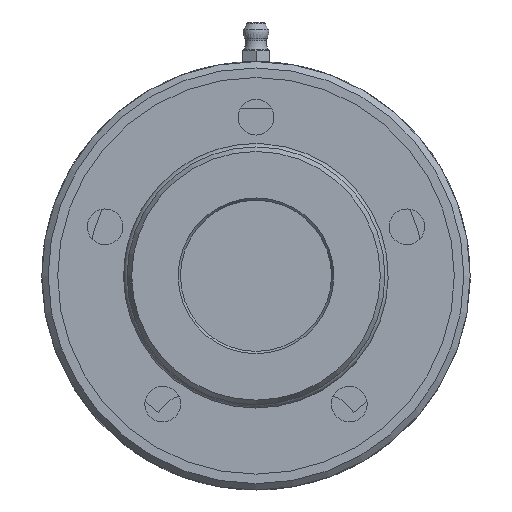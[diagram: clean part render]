
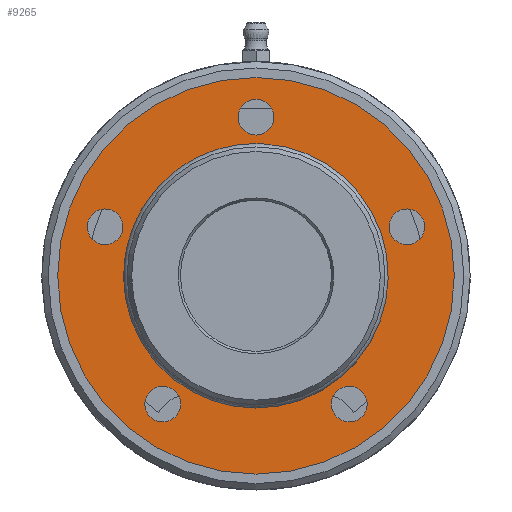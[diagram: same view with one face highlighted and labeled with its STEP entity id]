
A CAD part, left-side view. The second image highlights one B-rep face of the part: STEP entity #9265.
In plain terms, the highlighted planar face has unit normal (-1, 0, 0).
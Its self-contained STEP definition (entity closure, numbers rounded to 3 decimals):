
#876=FACE_BOUND('',#1768,.T.);
#877=FACE_BOUND('',#1769,.T.);
#878=FACE_BOUND('',#1770,.T.);
#879=FACE_BOUND('',#1771,.T.);
#880=FACE_BOUND('',#1772,.T.);
#881=FACE_BOUND('',#1773,.T.);
#940=PLANE('',#9892);
#1208=FACE_OUTER_BOUND('',#1767,.T.);
#1767=EDGE_LOOP('',(#6202,#6203));
#1768=EDGE_LOOP('',(#6204));
#1769=EDGE_LOOP('',(#6205));
#1770=EDGE_LOOP('',(#6206));
#1771=EDGE_LOOP('',(#6207));
#1772=EDGE_LOOP('',(#6208));
#1773=EDGE_LOOP('',(#6209,#6210));
#3340=CIRCLE('',#9843,50.);
#3341=CIRCLE('',#9844,50.);
#3345=CIRCLE('',#9851,4.5);
#3349=CIRCLE('',#9858,4.5);
#3353=CIRCLE('',#9865,4.5);
#3357=CIRCLE('',#9872,4.5);
#3361=CIRCLE('',#9879,4.5);
#3369=CIRCLE('',#9893,32.3);
#3370=CIRCLE('',#9894,32.3);
#3673=VERTEX_POINT('',#13218);
#3674=VERTEX_POINT('',#13220);
#3678=VERTEX_POINT('',#13233);
#3682=VERTEX_POINT('',#13246);
#3686=VERTEX_POINT('',#13259);
#3690=VERTEX_POINT('',#13272);
#3694=VERTEX_POINT('',#13285);
#3701=VERTEX_POINT('',#13310);
#3702=VERTEX_POINT('',#13311);
#4653=EDGE_CURVE('',#3673,#3674,#3340,.T.);
#4654=EDGE_CURVE('',#3674,#3673,#3341,.T.);
#4659=EDGE_CURVE('',#3678,#3678,#3345,.T.);
#4665=EDGE_CURVE('',#3682,#3682,#3349,.T.);
#4671=EDGE_CURVE('',#3686,#3686,#3353,.T.);
#4677=EDGE_CURVE('',#3690,#3690,#3357,.T.);
#4683=EDGE_CURVE('',#3694,#3694,#3361,.T.);
#4695=EDGE_CURVE('',#3701,#3702,#3369,.T.);
#4696=EDGE_CURVE('',#3702,#3701,#3370,.T.);
#6202=ORIENTED_EDGE('',*,*,#4654,.F.);
#6203=ORIENTED_EDGE('',*,*,#4653,.F.);
#6204=ORIENTED_EDGE('',*,*,#4659,.T.);
#6205=ORIENTED_EDGE('',*,*,#4665,.T.);
#6206=ORIENTED_EDGE('',*,*,#4671,.T.);
#6207=ORIENTED_EDGE('',*,*,#4677,.T.);
#6208=ORIENTED_EDGE('',*,*,#4683,.T.);
#6209=ORIENTED_EDGE('',*,*,#4695,.T.);
#6210=ORIENTED_EDGE('',*,*,#4696,.T.);
#9265=ADVANCED_FACE('',(#1208,#876,#877,#878,#879,#880,#881),#940,.F.);
#9843=AXIS2_PLACEMENT_3D('',#13221,#10835,#10836);
#9844=AXIS2_PLACEMENT_3D('',#13222,#10837,#10838);
#9851=AXIS2_PLACEMENT_3D('',#13234,#10852,#10853);
#9858=AXIS2_PLACEMENT_3D('',#13247,#10868,#10869);
#9865=AXIS2_PLACEMENT_3D('',#13260,#10884,#10885);
#9872=AXIS2_PLACEMENT_3D('',#13273,#10900,#10901);
#9879=AXIS2_PLACEMENT_3D('',#13286,#10916,#10917);
#9892=AXIS2_PLACEMENT_3D('',#13309,#10946,#10947);
#9893=AXIS2_PLACEMENT_3D('',#13312,#10948,#10949);
#9894=AXIS2_PLACEMENT_3D('',#13313,#10950,#10951);
#10835=DIRECTION('center_axis',(1.,0.,0.));
#10836=DIRECTION('ref_axis',(0.,-1.,0.));
#10837=DIRECTION('center_axis',(1.,0.,0.));
#10838=DIRECTION('ref_axis',(0.,-1.,0.));
#10852=DIRECTION('center_axis',(1.,0.,0.));
#10853=DIRECTION('ref_axis',(0.,-0.951,-0.309));
#10868=DIRECTION('center_axis',(1.,0.,0.));
#10869=DIRECTION('ref_axis',(0.,-0.588,0.809));
#10884=DIRECTION('center_axis',(1.,0.,0.));
#10885=DIRECTION('ref_axis',(0.,0.588,0.809));
#10900=DIRECTION('center_axis',(1.,0.,0.));
#10901=DIRECTION('ref_axis',(0.,0.951,-0.309));
#10916=DIRECTION('center_axis',(1.,0.,0.));
#10917=DIRECTION('ref_axis',(0.,0.,-1.));
#10946=DIRECTION('center_axis',(1.,0.,0.));
#10947=DIRECTION('ref_axis',(0.,0.,-1.));
#10948=DIRECTION('center_axis',(1.,0.,0.));
#10949=DIRECTION('ref_axis',(0.,0.,1.));
#10950=DIRECTION('center_axis',(1.,0.,0.));
#10951=DIRECTION('ref_axis',(0.,0.,1.));
#13218=CARTESIAN_POINT('',(20.,50.,0.));
#13220=CARTESIAN_POINT('',(20.,0.,50.));
#13221=CARTESIAN_POINT('Origin',(20.,0.,0.));
#13222=CARTESIAN_POINT('Origin',(20.,0.,0.));
#13233=CARTESIAN_POINT('',(20.,42.322,13.751));
#13234=CARTESIAN_POINT('Origin',(20.,38.042,12.361));
#13246=CARTESIAN_POINT('',(20.,26.156,-36.001));
#13247=CARTESIAN_POINT('Origin',(20.,23.511,-32.361));
#13259=CARTESIAN_POINT('',(20.,-26.156,-36.001));
#13260=CARTESIAN_POINT('Origin',(20.,-23.511,-32.361));
#13272=CARTESIAN_POINT('',(20.,-42.322,13.751));
#13273=CARTESIAN_POINT('Origin',(20.,-38.042,12.361));
#13285=CARTESIAN_POINT('',(20.,0.,44.5));
#13286=CARTESIAN_POINT('Origin',(20.,0.,40.));
#13309=CARTESIAN_POINT('Origin',(20.,0.,41.15));
#13310=CARTESIAN_POINT('',(20.,0.,32.3));
#13311=CARTESIAN_POINT('',(20.,0.,-32.3));
#13312=CARTESIAN_POINT('Origin',(20.,0.,0.));
#13313=CARTESIAN_POINT('Origin',(20.,0.,0.));
